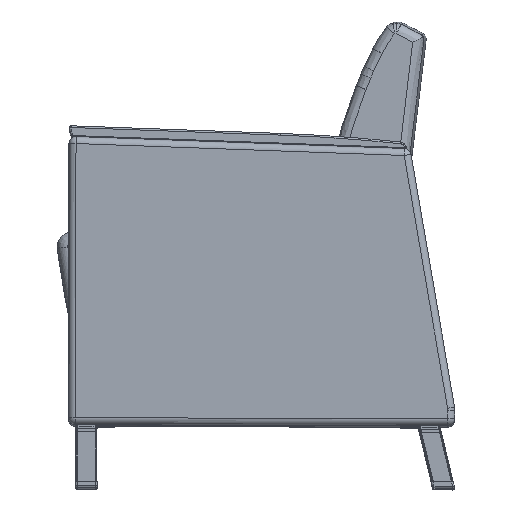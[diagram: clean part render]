
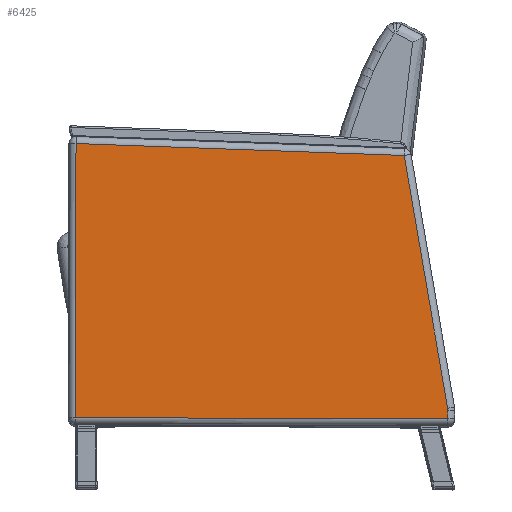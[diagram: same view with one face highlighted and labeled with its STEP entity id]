
A CAD part, top view. The second image highlights one B-rep face of the part: STEP entity #6425.
In plain terms, the highlighted face is planar.
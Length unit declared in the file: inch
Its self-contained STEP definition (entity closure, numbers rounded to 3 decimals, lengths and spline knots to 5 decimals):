
#365=PLANE('',#7294);
#888=FACE_OUTER_BOUND('',#1308,.T.);
#1308=EDGE_LOOP('',(#5719,#5720,#5721,#5722,#5723,#5724));
#1567=CIRCLE('',#7272,2.76057);
#1975=LINE('',#14521,#2372);
#1978=LINE('',#14528,#2375);
#1984=LINE('',#14578,#2381);
#1985=LINE('',#14611,#2382);
#1990=LINE('',#14630,#2387);
#2372=VECTOR('',#8750,0.3937);
#2375=VECTOR('',#8757,0.3937);
#2381=VECTOR('',#8779,0.3937);
#2382=VECTOR('',#8788,0.3937);
#2387=VECTOR('',#8813,0.3937);
#3096=VERTEX_POINT('',#14479);
#3102=VERTEX_POINT('',#14496);
#3109=VERTEX_POINT('',#14524);
#3119=VERTEX_POINT('',#14575);
#3120=VERTEX_POINT('',#14577);
#3122=VERTEX_POINT('',#14596);
#3964=EDGE_CURVE('',#3096,#3102,#1975,.T.);
#3968=EDGE_CURVE('',#3102,#3109,#1978,.T.);
#3980=EDGE_CURVE('',#3119,#3120,#1984,.T.);
#3983=EDGE_CURVE('',#3120,#3122,#1567,.T.);
#3985=EDGE_CURVE('',#3122,#3096,#1985,.T.);
#3996=EDGE_CURVE('',#3109,#3119,#1990,.T.);
#5719=ORIENTED_EDGE('',*,*,#3980,.F.);
#5720=ORIENTED_EDGE('',*,*,#3996,.F.);
#5721=ORIENTED_EDGE('',*,*,#3968,.F.);
#5722=ORIENTED_EDGE('',*,*,#3964,.F.);
#5723=ORIENTED_EDGE('',*,*,#3985,.F.);
#5724=ORIENTED_EDGE('',*,*,#3983,.F.);
#6425=ADVANCED_FACE('',(#888),#365,.F.);
#7272=AXIS2_PLACEMENT_3D('',#14597,#8784,#8785);
#7294=AXIS2_PLACEMENT_3D('',#14645,#8838,#8839);
#8750=DIRECTION('',(1.,0.,0.));
#8757=DIRECTION('',(0.,1.,0.));
#8779=DIRECTION('',(-0.171,-0.985,0.));
#8784=DIRECTION('center_axis',(0.,0.,1.));
#8785=DIRECTION('ref_axis',(-0.998,0.067,0.));
#8788=DIRECTION('',(0.,-1.,0.));
#8813=DIRECTION('',(-0.999,-0.034,0.));
#8838=DIRECTION('center_axis',(0.,0.,1.));
#8839=DIRECTION('ref_axis',(1.,0.,0.));
#14479=CARTESIAN_POINT('',(-12.80724,-9.46034,-1.5));
#14496=CARTESIAN_POINT('',(13.64695,-9.46034,-1.5));
#14521=CARTESIAN_POINT('',(-6.44369,-9.46034,-1.5));
#14524=CARTESIAN_POINT('',(13.64695,10.02647,-1.5));
#14528=CARTESIAN_POINT('',(13.64695,-4.83864,-1.5));
#14575=CARTESIAN_POINT('',(-9.67074,9.22367,-1.5));
#14577=CARTESIAN_POINT('',(-12.79597,-8.73029,-1.5));
#14578=CARTESIAN_POINT('',(-10.27762,5.73723,-1.5));
#14596=CARTESIAN_POINT('',(-12.80724,-8.90205,-1.5));
#14597=CARTESIAN_POINT('Origin',(-10.04831,-8.99696,-1.5));
#14611=CARTESIAN_POINT('',(-12.80724,-4.30537,-1.5));
#14630=CARTESIAN_POINT('',(6.8737,9.79327,-1.5));
#14645=CARTESIAN_POINT('Origin',(0.41985,0.28306,-1.5));
